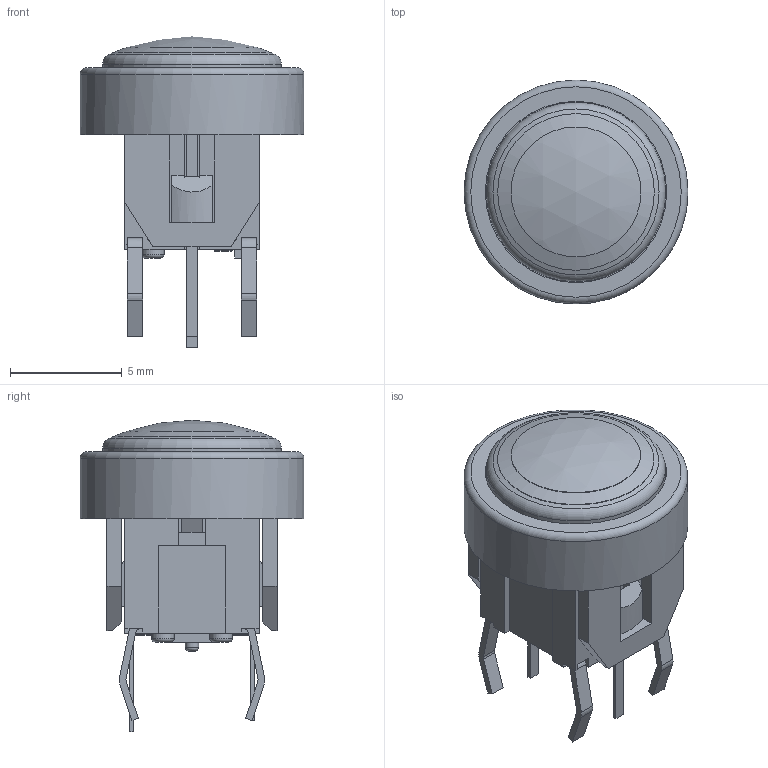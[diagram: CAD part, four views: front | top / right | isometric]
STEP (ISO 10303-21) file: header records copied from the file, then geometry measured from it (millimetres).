
FILE_DESCRIPTION(/* description */ (''),/* implementation_level */ '2;1');
FILE_NAME(/* name */ 'TL1220R2BBBxHALO.stp',/* time_stamp */ '2021-07-01T13:09:45-05:00',/* author */ ('mwilliams'),/* organization */ (''),/* preprocessor_version */ 'ST-DEVELOPER v18',/* originating_system */ 'Autodesk Inventor 2020',/* authorisation */ '');
FILE_SCHEMA (('AUTOMOTIVE_DESIGN { 1 0 10303 214 3 1 1 }'));
Length unit declared in the file: inch
Products named in the file (1): B260038_Shrinkwrap_1
Bounding box: 10 x 10 x 13.9 mm (x, y, z)
Volume: 383.9 mm3; surface area: 1274.4 mm2
Topology: 6 solids, 6 shells, 397 faces, 1103 edges, 717 vertices
Faces by surface type: plane 322, cylinder 65, torus 4, sphere 4, bspline 1, cone 1
Full cylindrical faces by diameter (mm): 1 x3, 3.7 x1, 5.8 x2, 7 x2, 8 x1, 8.1 x1, 10 x1
Entity records: 13075 total; most frequent: CARTESIAN_POINT 2264, ORIENTED_EDGE 2206, DIRECTION 2037, EDGE_CURVE 1103, LINE 959, VECTOR 959, VERTEX_POINT 717, AXIS2_PLACEMENT_3D 539
